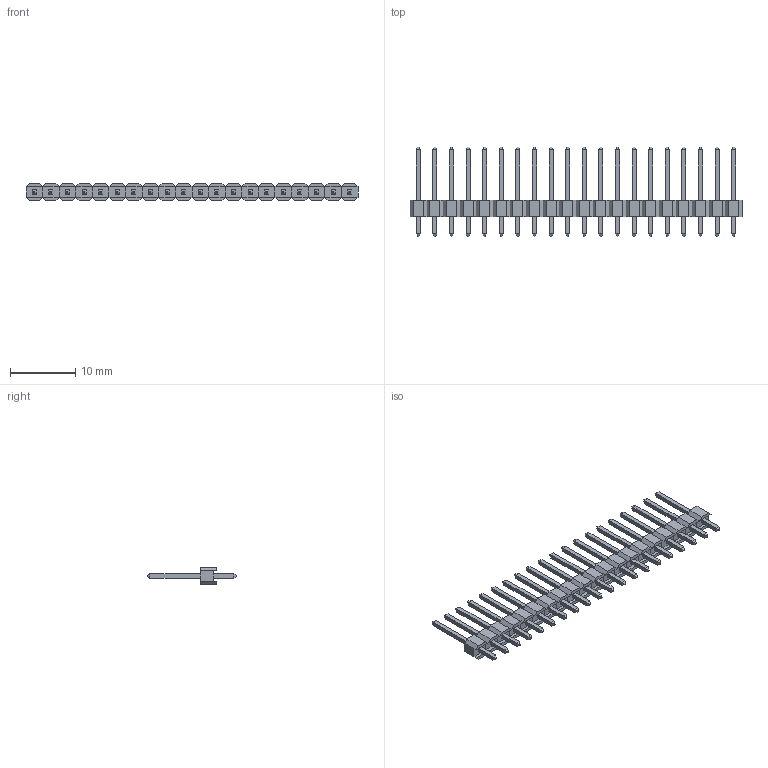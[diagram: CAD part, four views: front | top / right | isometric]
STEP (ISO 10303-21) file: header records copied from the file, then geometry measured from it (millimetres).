
FILE_DESCRIPTION (( 'STEP AP214' ), '1' );
FILE_NAME ('PRPC0020SFAN-RC.STEP', '2018-01-22T22:06:38', ( '' ), ( '' ), 'SwSTEP 2.0', 'SolidWorks 2014', '' );
FILE_SCHEMA (( 'AUTOMOTIVE_DESIGN' ));
Length unit declared in the file: millimetre
Products named in the file (2): 1 row end bumps format; PRPC0020SFAN-RC
Assembly tree (20 placements, depth 2):
  PRPC0020SFAN-RC
    1 row end bumps format  x20
Bounding box: 50.8 x 13.67 x 2.54 mm (x, y, z)
Volume: 354.9 mm3; surface area: 1317.3 mm2
Topology: 60 solids, 60 shells, 680 faces, 1440 edges, 880 vertices
Faces by surface type: plane 680
Entity records: 1116 total; most frequent: DIRECTION 186, CARTESIAN_POINT 173, ORIENTED_EDGE 144, LINE 72, EDGE_CURVE 72, VECTOR 72, AXIS2_PLACEMENT_3D 57, VERTEX_POINT 44
